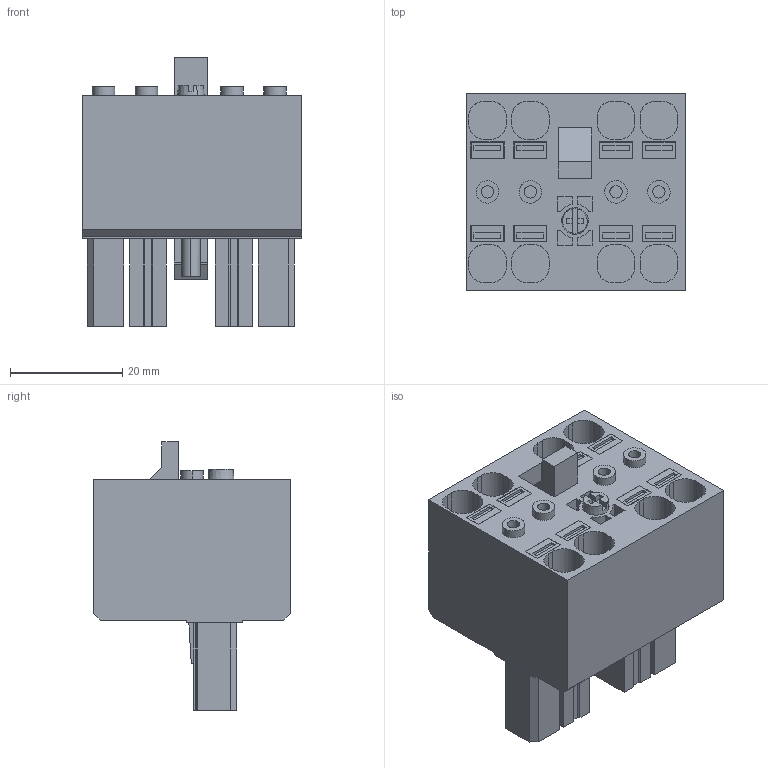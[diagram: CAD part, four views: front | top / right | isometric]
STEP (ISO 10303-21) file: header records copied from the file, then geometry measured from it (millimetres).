
FILE_DESCRIPTION(('CATIA V5 STEP Exchange','CAx-IF Rec.Pracs.--- Model Styling and Organization---1.4--- 2014-01-23'),'2;1');
FILE_NAME ('1208091-3_0_2720580000_2720580000.stp','2020-07-29T13:17:26+00:00',('none'),('Weidmueller'),'CATIA Version 5-6 Release 2016','CATIA V5 STEP AP214','none');
FILE_SCHEMA(('AUTOMOTIVE_DESIGN { 1 0 10303 214 1 1 1 1 }'));
Length unit declared in the file: millimetre
Products named in the file (1): 2720580000
Bounding box: 39.1 x 35.05 x 47.7 mm (x, y, z)
Volume: 34871.8 mm3; surface area: 15250.1 mm2
Topology: 11 solids, 11 shells, 537 faces, 1363 edges, 908 vertices
Faces by surface type: plane 472, cylinder 63, cone 2
Entity records: 15745 total; most frequent: CARTESIAN_POINT 2931, ORIENTED_EDGE 2726, DIRECTION 2073, EDGE_CURVE 1363, VECTOR 1225, LINE 1225, VERTEX_POINT 908, EDGE_LOOP 605
